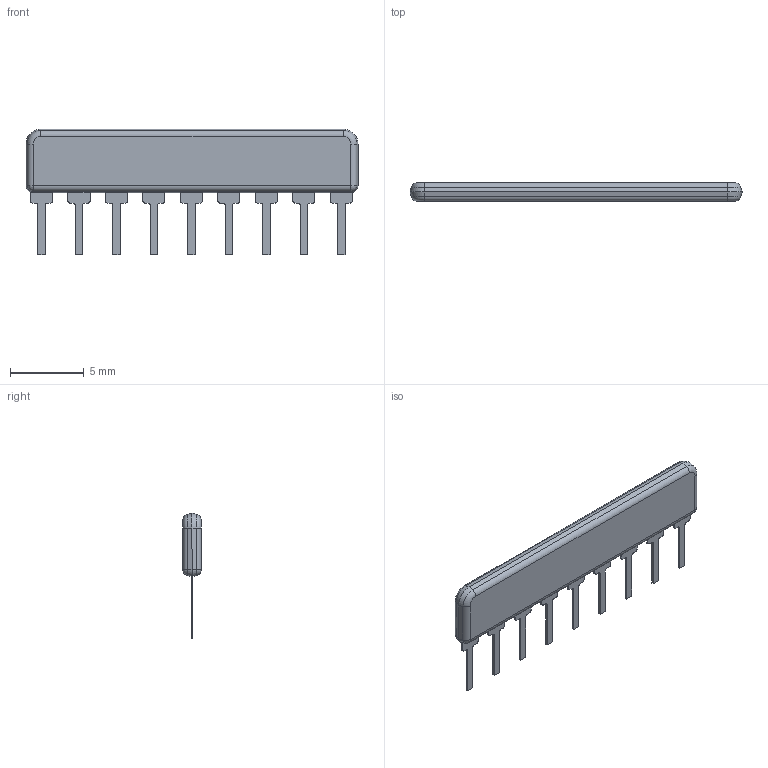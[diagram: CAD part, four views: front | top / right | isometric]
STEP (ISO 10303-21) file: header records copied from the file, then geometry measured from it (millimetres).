
FILE_DESCRIPTION(('FreeCAD Model'),'2;1');
FILE_NAME( 'resistor_sip_9.step', '2017-09-16T15:20:16',('kicad StepUp'),('ksu MCAD'), 'Open CASCADE STEP processor 6.8','FreeCAD','Unknown');
FILE_SCHEMA(('AUTOMOTIVE_DESIGN_CC2 { 1 2 10303 214 -1 1 5 4 }'));
Length unit declared in the file: millimetre
Products named in the file (1): resistor_sip_9
Bounding box: 22.5 x 1.25 x 8.5 mm (x, y, z)
Volume: 116.2 mm3; surface area: 292.7 mm2
Topology: 1 solids, 1 shells, 151 faces, 425 edges, 276 vertices
Faces by surface type: plane 91, cylinder 44, cone 8, revolution 4, torus 4
Entity records: 5963 total; most frequent: CARTESIAN_POINT 899, ORIENTED_EDGE 850, DIRECTION 833, EDGE_CURVE 425, LINE 309, VECTOR 309, VERTEX_POINT 276, AXIS2_PLACEMENT_3D 260
